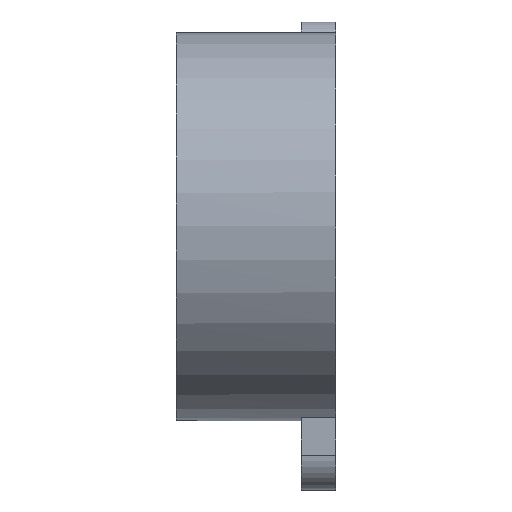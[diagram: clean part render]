
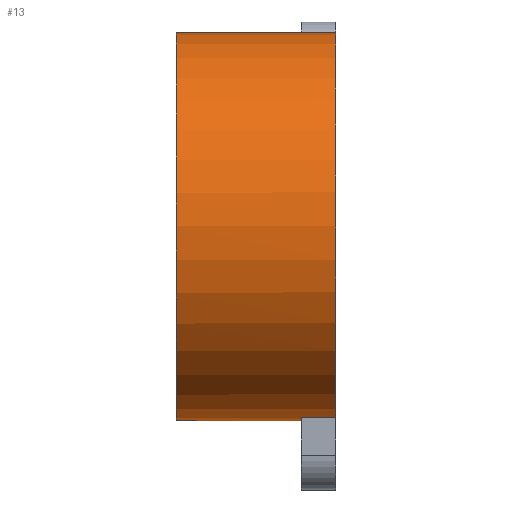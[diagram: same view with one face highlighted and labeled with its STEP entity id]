
A CAD part, left-side view. The second image highlights one B-rep face of the part: STEP entity #13.
In plain terms, the highlighted cylindrical face has radius 28 mm (diameter 56 mm), a partial arc.
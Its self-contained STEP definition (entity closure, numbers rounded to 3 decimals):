
#2 = EDGE_CURVE ( 'NONE', #78, #1009, #117, .T. ) ;
#13 = ADVANCED_FACE ( 'NONE', ( #231 ), #1157, .T. ) ;
#78 = VERTEX_POINT ( 'NONE', #1074 ) ;
#115 = EDGE_CURVE ( 'NONE', #78, #1336, #156, .T. ) ;
#117 = LINE ( 'NONE', #1513, #1130 ) ;
#126 = EDGE_CURVE ( 'NONE', #1459, #1178, #984, .T. ) ;
#156 = CIRCLE ( 'NONE', #830, 28. ) ;
#223 = DIRECTION ( 'NONE',  ( 0., 0., -1. ) ) ;
#231 = FACE_OUTER_BOUND ( 'NONE', #880, .T. ) ;
#239 = DIRECTION ( 'NONE',  ( 0., 0., 1. ) ) ;
#265 = ORIENTED_EDGE ( 'NONE', *, *, #126, .T. ) ;
#305 = ORIENTED_EDGE ( 'NONE', *, *, #808, .F. ) ;
#321 = AXIS2_PLACEMENT_3D ( 'NONE', #1444, #1341, #239 ) ;
#328 = ORIENTED_EDGE ( 'NONE', *, *, #549, .T. ) ;
#337 = AXIS2_PLACEMENT_3D ( 'NONE', #586, #798, #223 ) ;
#355 = DIRECTION ( 'NONE',  ( 0., -1., 0. ) ) ;
#364 = VECTOR ( 'NONE', #977, 1000. ) ;
#458 = LINE ( 'NONE', #924, #1030 ) ;
#520 = DIRECTION ( 'NONE',  ( 0., 0., 1. ) ) ;
#549 = EDGE_CURVE ( 'NONE', #1178, #1029, #723, .T. ) ;
#586 = CARTESIAN_POINT ( 'NONE',  ( -26.5, 23., 0. ) ) ;
#607 = CARTESIAN_POINT ( 'NONE',  ( -26.5, 23., 0. ) ) ;
#638 = DIRECTION ( 'NONE',  ( 0., 0., 1. ) ) ;
#648 = CARTESIAN_POINT ( 'NONE',  ( -26.5, 5., 0. ) ) ;
#723 = CIRCLE ( 'NONE', #321, 28. ) ;
#747 = DIRECTION ( 'NONE',  ( 0., 1., 0. ) ) ;
#774 = ORIENTED_EDGE ( 'NONE', *, *, #2, .T. ) ;
#798 = DIRECTION ( 'NONE',  ( 0., -1., 0. ) ) ;
#808 = EDGE_CURVE ( 'NONE', #1459, #1009, #1435, .T. ) ;
#830 = AXIS2_PLACEMENT_3D ( 'NONE', #607, #747, #520 ) ;
#835 = ORIENTED_EDGE ( 'NONE', *, *, #1241, .F. ) ;
#880 = EDGE_LOOP ( 'NONE', ( #835, #1353, #774, #305, #265, #328 ) ) ;
#882 = DIRECTION ( 'NONE',  ( 0., -1., 0. ) ) ;
#906 = AXIS2_PLACEMENT_3D ( 'NONE', #648, #882, #638 ) ;
#924 = CARTESIAN_POINT ( 'NONE',  ( -26.5, 23., 28. ) ) ;
#940 = CARTESIAN_POINT ( 'NONE',  ( -26.5, 5., -28. ) ) ;
#977 = DIRECTION ( 'NONE',  ( 0., -1., 0. ) ) ;
#984 = LINE ( 'NONE', #1305, #364 ) ;
#1009 = VERTEX_POINT ( 'NONE', #940 ) ;
#1029 = VERTEX_POINT ( 'NONE', #1098 ) ;
#1030 = VECTOR ( 'NONE', #1294, 1000. ) ;
#1066 = CARTESIAN_POINT ( 'NONE',  ( -31.5, 5., -27.55 ) ) ;
#1074 = CARTESIAN_POINT ( 'NONE',  ( -26.5, 23., -28. ) ) ;
#1098 = CARTESIAN_POINT ( 'NONE',  ( -26.5, 0., 28. ) ) ;
#1126 = CARTESIAN_POINT ( 'NONE',  ( -31.5, 0., -27.55 ) ) ;
#1130 = VECTOR ( 'NONE', #355, 1000. ) ;
#1157 = CYLINDRICAL_SURFACE ( 'NONE', #337, 28. ) ;
#1178 = VERTEX_POINT ( 'NONE', #1126 ) ;
#1241 = EDGE_CURVE ( 'NONE', #1336, #1029, #458, .T. ) ;
#1294 = DIRECTION ( 'NONE',  ( 0., -1., 0. ) ) ;
#1305 = CARTESIAN_POINT ( 'NONE',  ( -31.5, 5., -27.55 ) ) ;
#1336 = VERTEX_POINT ( 'NONE', #1505 ) ;
#1341 = DIRECTION ( 'NONE',  ( 0., 1., 0. ) ) ;
#1353 = ORIENTED_EDGE ( 'NONE', *, *, #115, .F. ) ;
#1435 = CIRCLE ( 'NONE', #906, 28. ) ;
#1444 = CARTESIAN_POINT ( 'NONE',  ( -26.5, 0., 0. ) ) ;
#1459 = VERTEX_POINT ( 'NONE', #1066 ) ;
#1505 = CARTESIAN_POINT ( 'NONE',  ( -26.5, 23., 28. ) ) ;
#1513 = CARTESIAN_POINT ( 'NONE',  ( -26.5, 23., -28. ) ) ;
